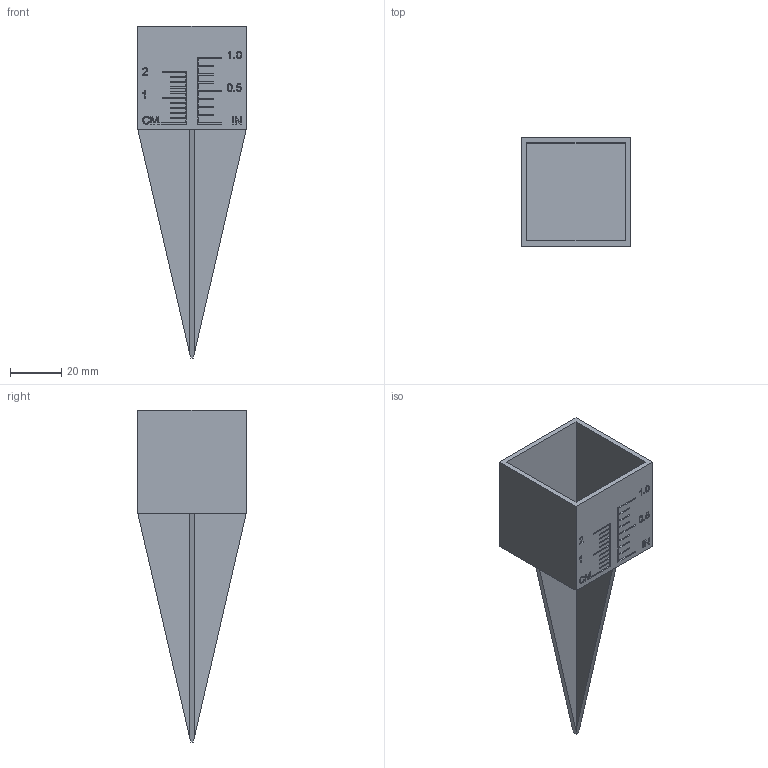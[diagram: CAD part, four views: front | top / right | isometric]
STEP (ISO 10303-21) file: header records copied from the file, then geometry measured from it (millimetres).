
FILE_DESCRIPTION(/* description */ (''),/* implementation_level */ '2;1');
FILE_NAME(/* name */ 'SprinklerGage.step',/* time_stamp */ '2025-05-15T15:58:57-05:00',/* author */ (''),/* organization */ (''),/* preprocessor_version */ 'ST-DEVELOPER v20.1',/* originating_system */ 'Autodesk Translation Framework v14.4.0.0',/* authorisation */ '');
FILE_SCHEMA (('AUTOMOTIVE_DESIGN { 1 0 10303 214 3 1 1 }'));
Length unit declared in the file: millimetre
Products named in the file (1): SprinklerGage
Bounding box: 42.1 x 42.1 x 129 mm (x, y, z)
Volume: 22968.9 mm3; surface area: 24470.5 mm2
Topology: 2 solids, 2 shells, 287 faces, 791 edges, 526 vertices
Faces by surface type: plane 184, bspline 103
Entity records: 9995 total; most frequent: CARTESIAN_POINT 3356, ORIENTED_EDGE 1582, DIRECTION 955, EDGE_CURVE 791, LINE 585, VECTOR 585, VERTEX_POINT 526, EDGE_LOOP 305
